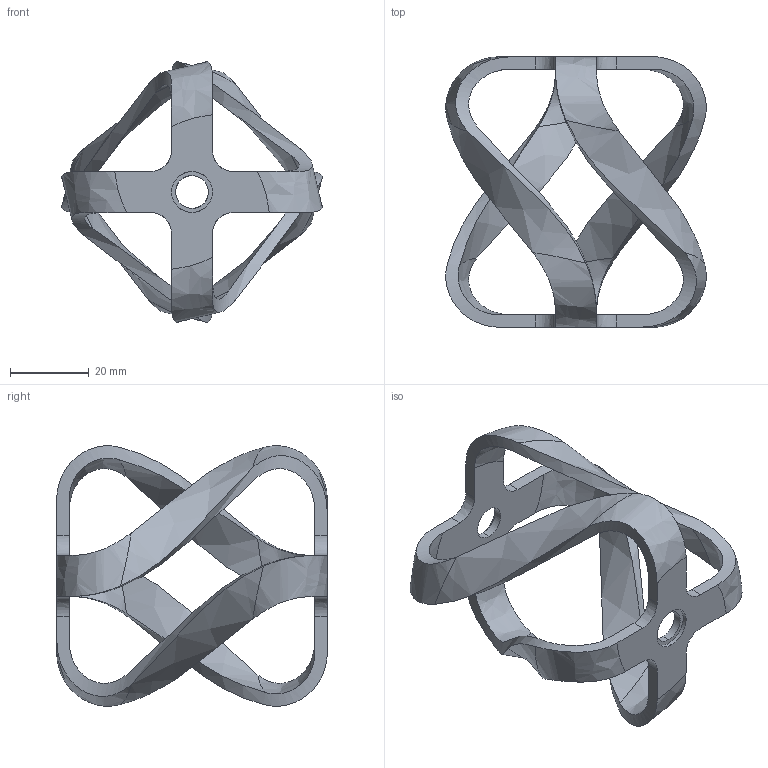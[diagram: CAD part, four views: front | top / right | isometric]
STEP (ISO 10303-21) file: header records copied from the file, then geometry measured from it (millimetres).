
FILE_DESCRIPTION(('FreeCAD Model'),'2;1');
FILE_NAME('Open CASCADE Shape Model','2025-05-09T14:15:11',('FreeCAD'),( 'FreeCAD'),'Open CASCADE STEP processor 7.6','FreeCAD','Unknown');
FILE_SCHEMA(('AUTOMOTIVE_DESIGN { 1 0 10303 214 1 1 1 1 }'));
Length unit declared in the file: millimetre
Products named in the file (1): Open CASCADE STEP translator 7.6 1
Bounding box: 66.09 x 68.68 x 66.09 mm (x, y, z)
Volume: 16601.2 mm3; surface area: 13906.9 mm2
Topology: 1 solids, 1 shells, 54 faces, 168 edges, 112 vertices
Faces by surface type: bspline 54
Entity records: 14230 total; most frequent: CARTESIAN_POINT 13265, ORIENTED_EDGE 336, EDGE_CURVE 168, B_SPLINE_CURVE_WITH_KNOTS 136, VERTEX_POINT 112, FACE_BOUND 60, EDGE_LOOP 60, ADVANCED_FACE 54
